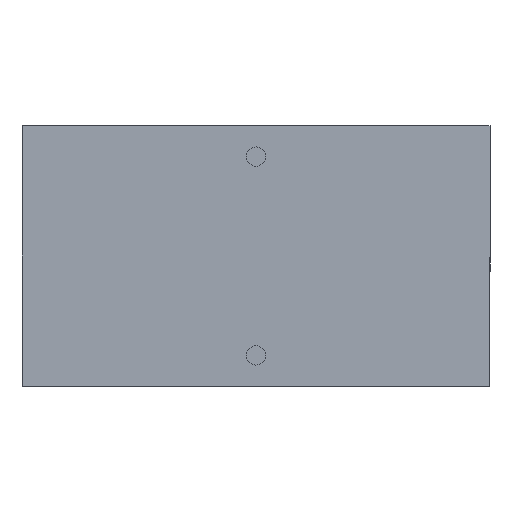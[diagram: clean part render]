
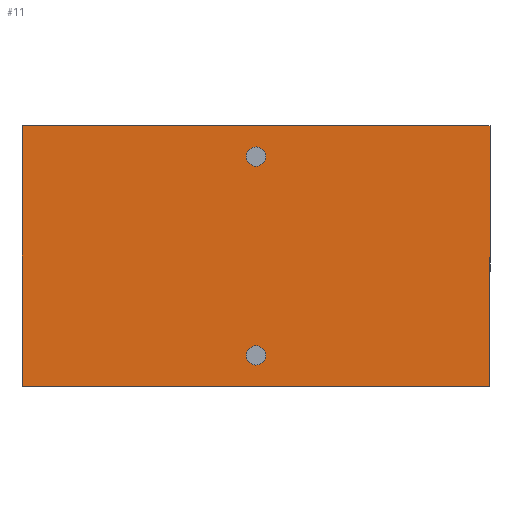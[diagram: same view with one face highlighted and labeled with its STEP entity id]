
A CAD part, front view. The second image highlights one B-rep face of the part: STEP entity #11.
In plain terms, the highlighted planar face has unit normal (0, -1, 0).
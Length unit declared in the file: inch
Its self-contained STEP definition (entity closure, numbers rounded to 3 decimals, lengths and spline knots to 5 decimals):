
#11 = ADVANCED_FACE ( 'NONE', ( #363, #356, #361 ), #215, .F. ) ;
#19 = CARTESIAN_POINT ( 'NONE',  ( 0., 0., -0.48 ) ) ;
#24 = CARTESIAN_POINT ( 'NONE',  ( 0., 0., 0.4335 ) ) ;
#25 = CARTESIAN_POINT ( 'NONE',  ( -1.13, 0., 0.63 ) ) ;
#32 = CARTESIAN_POINT ( 'NONE',  ( 0., 0., -0.4335 ) ) ;
#33 = DIRECTION ( 'NONE',  ( 0., 0., -1. ) ) ;
#34 = DIRECTION ( 'NONE',  ( 0., 0., -1. ) ) ;
#39 = CARTESIAN_POINT ( 'NONE',  ( -1.13, 0., -0.63 ) ) ;
#41 = DIRECTION ( 'NONE',  ( 0., -1., 0. ) ) ;
#47 = DIRECTION ( 'NONE',  ( 0., 0., -1. ) ) ;
#52 = CARTESIAN_POINT ( 'NONE',  ( 1.13, 0., -0.63 ) ) ;
#61 = CARTESIAN_POINT ( 'NONE',  ( 0., 0., 0.48 ) ) ;
#62 = CARTESIAN_POINT ( 'NONE',  ( 0., 0., 0.5265 ) ) ;
#66 = CARTESIAN_POINT ( 'NONE',  ( 1.13, 0., -0.63 ) ) ;
#68 = DIRECTION ( 'NONE',  ( 0., -1., 0. ) ) ;
#69 = CARTESIAN_POINT ( 'NONE',  ( 0., 0., -0.5265 ) ) ;
#70 = CARTESIAN_POINT ( 'NONE',  ( 1.13, 0., 0.63 ) ) ;
#107 = CIRCLE ( 'NONE', #301, 0.0465 ) ;
#118 = CIRCLE ( 'NONE', #299, 0.0465 ) ;
#124 = VECTOR ( 'NONE', #33, 39.37008 ) ;
#129 = LINE ( 'NONE', #66, #124 ) ;
#132 = EDGE_CURVE ( 'NONE', #393, #389, #350, .T. ) ;
#135 = EDGE_CURVE ( 'NONE', #389, #394, #345, .T. ) ;
#142 = EDGE_CURVE ( 'NONE', #394, #380, #333, .T. ) ;
#145 = EDGE_CURVE ( 'NONE', #379, #376, #326, .T. ) ;
#146 = EDGE_CURVE ( 'NONE', #384, #377, #331, .T. ) ;
#153 = EDGE_CURVE ( 'NONE', #377, #384, #107, .T. ) ;
#154 = EDGE_CURVE ( 'NONE', #380, #393, #129, .T. ) ;
#199 = CARTESIAN_POINT ( 'NONE',  ( -1.13, 0., -0.63 ) ) ;
#202 = CARTESIAN_POINT ( 'NONE',  ( 0., 0., -0.48 ) ) ;
#203 = DIRECTION ( 'NONE',  ( 0., 0., -1. ) ) ;
#206 = CARTESIAN_POINT ( 'NONE',  ( -1.13, 0., 0.63 ) ) ;
#207 = DIRECTION ( 'NONE',  ( 0., -1., 0. ) ) ;
#215 = PLANE ( 'NONE',  #316 ) ;
#216 = CARTESIAN_POINT ( 'NONE',  ( -1.13, 0., -0.63 ) ) ;
#221 = DIRECTION ( 'NONE',  ( 0., -1., 0. ) ) ;
#228 = DIRECTION ( 'NONE',  ( 1., 0., 0. ) ) ;
#233 = DIRECTION ( 'NONE',  ( 0., 0., 1. ) ) ;
#240 = DIRECTION ( 'NONE',  ( 0., 0., -1. ) ) ;
#244 = CARTESIAN_POINT ( 'NONE',  ( 0., 0., 0.48 ) ) ;
#254 = DIRECTION ( 'NONE',  ( 0., 0., 1. ) ) ;
#261 = DIRECTION ( 'NONE',  ( -1., 0., 0. ) ) ;
#263 = CARTESIAN_POINT ( 'NONE',  ( 0., 0., 0. ) ) ;
#265 = DIRECTION ( 'NONE',  ( 0., 1., 0. ) ) ;
#273 = EDGE_CURVE ( 'NONE', #376, #379, #118, .T. ) ;
#299 = AXIS2_PLACEMENT_3D ( 'NONE', #61, #41, #47 ) ;
#301 = AXIS2_PLACEMENT_3D ( 'NONE', #19, #68, #34 ) ;
#304 = AXIS2_PLACEMENT_3D ( 'NONE', #202, #207, #203 ) ;
#305 = AXIS2_PLACEMENT_3D ( 'NONE', #244, #221, #240 ) ;
#316 = AXIS2_PLACEMENT_3D ( 'NONE', #263, #265, #233 ) ;
#322 = ORIENTED_EDGE ( 'NONE', *, *, #146, .F. ) ;
#326 = CIRCLE ( 'NONE', #305, 0.0465 ) ;
#329 = VECTOR ( 'NONE', #228, 39.37008 ) ;
#331 = CIRCLE ( 'NONE', #304, 0.0465 ) ;
#333 = LINE ( 'NONE', #206, #329 ) ;
#338 = ORIENTED_EDGE ( 'NONE', *, *, #273, .F. ) ;
#341 = VECTOR ( 'NONE', #254, 39.37008 ) ;
#345 = LINE ( 'NONE', #216, #341 ) ;
#346 = VECTOR ( 'NONE', #261, 39.37008 ) ;
#350 = LINE ( 'NONE', #199, #346 ) ;
#356 = FACE_BOUND ( 'NONE', #404, .T. ) ;
#361 = FACE_OUTER_BOUND ( 'NONE', #408, .T. ) ;
#363 = FACE_BOUND ( 'NONE', #401, .T. ) ;
#366 = ORIENTED_EDGE ( 'NONE', *, *, #142, .F. ) ;
#376 = VERTEX_POINT ( 'NONE', #62 ) ;
#377 = VERTEX_POINT ( 'NONE', #32 ) ;
#378 = ORIENTED_EDGE ( 'NONE', *, *, #154, .F. ) ;
#379 = VERTEX_POINT ( 'NONE', #24 ) ;
#380 = VERTEX_POINT ( 'NONE', #70 ) ;
#384 = VERTEX_POINT ( 'NONE', #69 ) ;
#389 = VERTEX_POINT ( 'NONE', #39 ) ;
#393 = VERTEX_POINT ( 'NONE', #52 ) ;
#394 = VERTEX_POINT ( 'NONE', #25 ) ;
#401 = EDGE_LOOP ( 'NONE', ( #463, #338 ) ) ;
#404 = EDGE_LOOP ( 'NONE', ( #322, #468 ) ) ;
#408 = EDGE_LOOP ( 'NONE', ( #378, #366, #417, #458 ) ) ;
#417 = ORIENTED_EDGE ( 'NONE', *, *, #135, .F. ) ;
#458 = ORIENTED_EDGE ( 'NONE', *, *, #132, .F. ) ;
#463 = ORIENTED_EDGE ( 'NONE', *, *, #145, .F. ) ;
#468 = ORIENTED_EDGE ( 'NONE', *, *, #153, .F. ) ;
